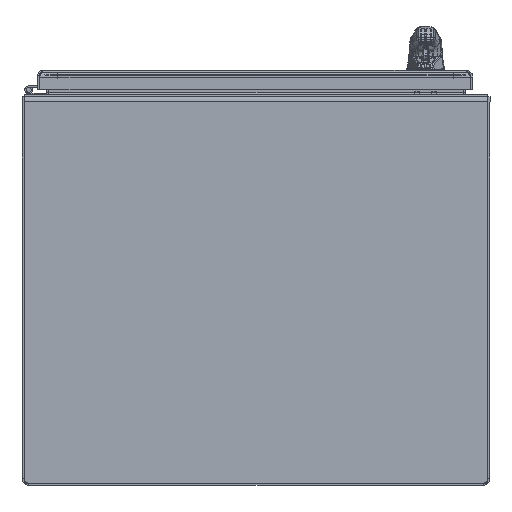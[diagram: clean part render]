
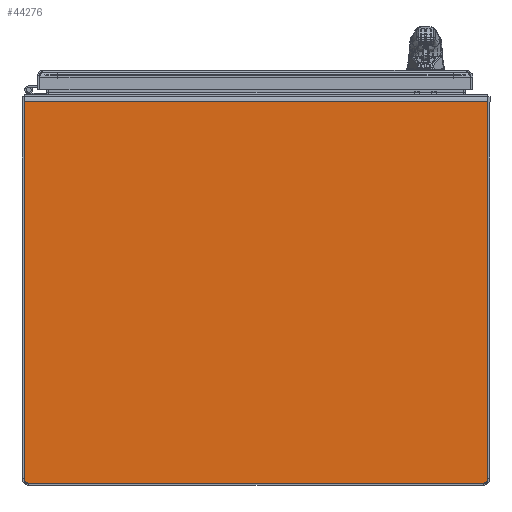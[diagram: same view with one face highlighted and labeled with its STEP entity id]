
A CAD part, front view. The second image highlights one B-rep face of the part: STEP entity #44276.
In plain terms, the highlighted face is planar.
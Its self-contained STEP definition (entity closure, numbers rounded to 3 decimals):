
#2265=PLANE('',#47982);
#3466=FACE_OUTER_BOUND('',#6225,.T.);
#6225=EDGE_LOOP('',(#29856,#29857,#29858,#29859));
#11799=LINE('',#67075,#15343);
#11804=LINE('',#67091,#15348);
#11807=LINE('',#67097,#15351);
#11808=LINE('',#67098,#15352);
#15343=VECTOR('',#53455,0.394);
#15348=VECTOR('',#53476,0.394);
#15351=VECTOR('',#53481,0.394);
#15352=VECTOR('',#53482,0.394);
#18810=VERTEX_POINT('',#67072);
#18811=VERTEX_POINT('',#67074);
#18814=VERTEX_POINT('',#67090);
#18816=VERTEX_POINT('',#67096);
#23042=EDGE_CURVE('',#18811,#18810,#11799,.T.);
#23050=EDGE_CURVE('',#18814,#18811,#11804,.T.);
#23053=EDGE_CURVE('',#18810,#18816,#11807,.T.);
#23054=EDGE_CURVE('',#18816,#18814,#11808,.T.);
#29856=ORIENTED_EDGE('',*,*,#23042,.T.);
#29857=ORIENTED_EDGE('',*,*,#23053,.T.);
#29858=ORIENTED_EDGE('',*,*,#23054,.T.);
#29859=ORIENTED_EDGE('',*,*,#23050,.T.);
#44276=ADVANCED_FACE('',(#3466),#2265,.F.);
#47982=AXIS2_PLACEMENT_3D('',#67095,#53479,#53480);
#53455=DIRECTION('',(-1.,0.,0.));
#53476=DIRECTION('',(0.,-1.,0.));
#53479=DIRECTION('center_axis',(0.,0.,1.));
#53480=DIRECTION('ref_axis',(1.,0.,0.));
#53481=DIRECTION('',(0.,1.,0.));
#53482=DIRECTION('',(1.,0.,0.));
#67072=CARTESIAN_POINT('',(0.,-19.667,0.));
#67074=CARTESIAN_POINT('',(23.917,-19.667,0.));
#67075=CARTESIAN_POINT('',(17.938,-19.667,0.));
#67090=CARTESIAN_POINT('',(23.917,0.,0.));
#67091=CARTESIAN_POINT('',(23.917,0.,0.));
#67095=CARTESIAN_POINT('Origin',(11.959,-10.011,0.));
#67096=CARTESIAN_POINT('',(0.,0.,0.));
#67097=CARTESIAN_POINT('',(0.,-20.021,0.));
#67098=CARTESIAN_POINT('',(0.,0.,0.));
